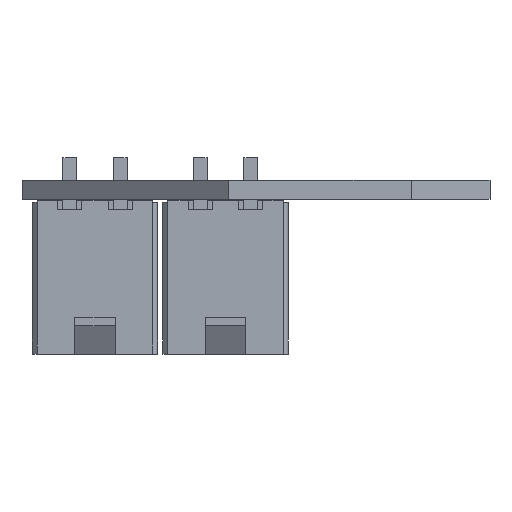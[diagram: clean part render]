
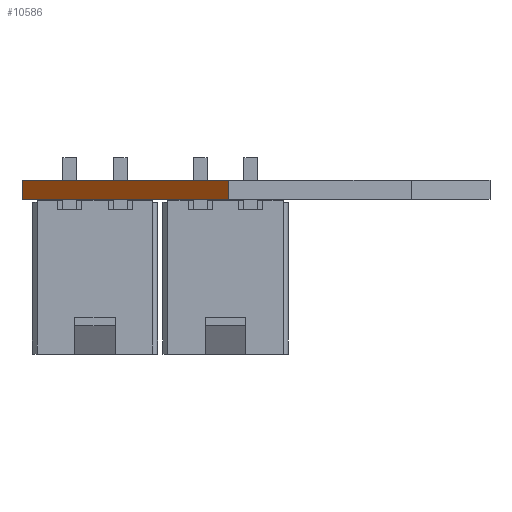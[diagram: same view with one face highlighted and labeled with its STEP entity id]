
A CAD part, left-side view. The second image highlights one B-rep face of the part: STEP entity #10586.
In plain terms, the highlighted planar face has unit normal (-0.732, 0.682, 0).
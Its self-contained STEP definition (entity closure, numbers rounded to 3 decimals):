
#9176 = PLANE('',#9177);
#9177 = AXIS2_PLACEMENT_3D('',#9178,#9179,#9180);
#9178 = CARTESIAN_POINT('',(67.716,-77.521,0.));
#9179 = DIRECTION('',(1.,-0.001,0.));
#9180 = DIRECTION('',(-0.001,-1.,0.));
#9204 = PLANE('',#9205);
#9205 = AXIS2_PLACEMENT_3D('',#9206,#9207,#9208);
#9206 = CARTESIAN_POINT('',(120.586,-80.403,1.6));
#9207 = DIRECTION('',(0.,0.,1.));
#9208 = DIRECTION('',(1.,0.,-0.));
#9258 = PLANE('',#9259);
#9259 = AXIS2_PLACEMENT_3D('',#9260,#9261,#9262);
#9260 = CARTESIAN_POINT('',(120.586,-80.403,0.));
#9261 = DIRECTION('',(0.,0.,1.));
#9262 = DIRECTION('',(1.,0.,-0.));
#9273 = EDGE_CURVE('',#9274,#9276,#9278,.T.);
#9274 = VERTEX_POINT('',#9275);
#9275 = CARTESIAN_POINT('',(67.716,-77.521,0.));
#9276 = VERTEX_POINT('',#9277);
#9277 = CARTESIAN_POINT('',(67.716,-77.521,1.6));
#9278 = SURFACE_CURVE('',#9279,(#9283,#9290),.PCURVE_S1.);
#9279 = LINE('',#9280,#9281);
#9280 = CARTESIAN_POINT('',(67.716,-77.521,0.));
#9281 = VECTOR('',#9282,1.);
#9282 = DIRECTION('',(0.,0.,1.));
#9283 = PCURVE('',#9176,#9284);
#9284 = DEFINITIONAL_REPRESENTATION('',(#9285),#9289);
#9285 = LINE('',#9286,#9287);
#9286 = CARTESIAN_POINT('',(0.,0.));
#9287 = VECTOR('',#9288,1.);
#9288 = DIRECTION('',(0.,-1.));
#9289 = ( GEOMETRIC_REPRESENTATION_CONTEXT(2) 
PARAMETRIC_REPRESENTATION_CONTEXT() REPRESENTATION_CONTEXT('2D SPACE',''
  ) );
#9290 = PCURVE('',#9291,#9296);
#9291 = PLANE('',#9292);
#9292 = AXIS2_PLACEMENT_3D('',#9293,#9294,#9295);
#9293 = CARTESIAN_POINT('',(83.718,-60.35,0.));
#9294 = DIRECTION('',(0.732,-0.682,0.));
#9295 = DIRECTION('',(-0.682,-0.732,0.));
#9296 = DEFINITIONAL_REPRESENTATION('',(#9297),#9301);
#9297 = LINE('',#9298,#9299);
#9298 = CARTESIAN_POINT('',(23.471,0.));
#9299 = VECTOR('',#9300,1.);
#9300 = DIRECTION('',(0.,-1.));
#9301 = ( GEOMETRIC_REPRESENTATION_CONTEXT(2) 
PARAMETRIC_REPRESENTATION_CONTEXT() REPRESENTATION_CONTEXT('2D SPACE',''
  ) );
#9507 = VERTEX_POINT('',#9508);
#9508 = CARTESIAN_POINT('',(83.718,-60.35,0.));
#9522 = PLANE('',#9523);
#9523 = AXIS2_PLACEMENT_3D('',#9524,#9525,#9526);
#9524 = CARTESIAN_POINT('',(163.271,-60.35,0.));
#9525 = DIRECTION('',(0.,-1.,0.));
#9526 = DIRECTION('',(-1.,0.,0.));
#9534 = EDGE_CURVE('',#9507,#9274,#9535,.T.);
#9535 = SURFACE_CURVE('',#9536,(#9540,#9547),.PCURVE_S1.);
#9536 = LINE('',#9537,#9538);
#9537 = CARTESIAN_POINT('',(83.718,-60.35,0.));
#9538 = VECTOR('',#9539,1.);
#9539 = DIRECTION('',(-0.682,-0.732,0.));
#9540 = PCURVE('',#9258,#9541);
#9541 = DEFINITIONAL_REPRESENTATION('',(#9542),#9546);
#9542 = LINE('',#9543,#9544);
#9543 = CARTESIAN_POINT('',(-36.868,20.052));
#9544 = VECTOR('',#9545,1.);
#9545 = DIRECTION('',(-0.682,-0.732));
#9546 = ( GEOMETRIC_REPRESENTATION_CONTEXT(2) 
PARAMETRIC_REPRESENTATION_CONTEXT() REPRESENTATION_CONTEXT('2D SPACE',''
  ) );
#9547 = PCURVE('',#9291,#9548);
#9548 = DEFINITIONAL_REPRESENTATION('',(#9549),#9553);
#9549 = LINE('',#9550,#9551);
#9550 = CARTESIAN_POINT('',(0.,0.));
#9551 = VECTOR('',#9552,1.);
#9552 = DIRECTION('',(1.,0.));
#9553 = ( GEOMETRIC_REPRESENTATION_CONTEXT(2) 
PARAMETRIC_REPRESENTATION_CONTEXT() REPRESENTATION_CONTEXT('2D SPACE',''
  ) );
#10127 = VERTEX_POINT('',#10128);
#10128 = CARTESIAN_POINT('',(83.718,-60.35,1.6));
#10149 = EDGE_CURVE('',#10127,#9276,#10150,.T.);
#10150 = SURFACE_CURVE('',#10151,(#10155,#10162),.PCURVE_S1.);
#10151 = LINE('',#10152,#10153);
#10152 = CARTESIAN_POINT('',(83.718,-60.35,1.6));
#10153 = VECTOR('',#10154,1.);
#10154 = DIRECTION('',(-0.682,-0.732,0.));
#10155 = PCURVE('',#9204,#10156);
#10156 = DEFINITIONAL_REPRESENTATION('',(#10157),#10161);
#10157 = LINE('',#10158,#10159);
#10158 = CARTESIAN_POINT('',(-36.868,20.052));
#10159 = VECTOR('',#10160,1.);
#10160 = DIRECTION('',(-0.682,-0.732));
#10161 = ( GEOMETRIC_REPRESENTATION_CONTEXT(2) 
PARAMETRIC_REPRESENTATION_CONTEXT() REPRESENTATION_CONTEXT('2D SPACE',''
  ) );
#10162 = PCURVE('',#9291,#10163);
#10163 = DEFINITIONAL_REPRESENTATION('',(#10164),#10168);
#10164 = LINE('',#10165,#10166);
#10165 = CARTESIAN_POINT('',(0.,-1.6));
#10166 = VECTOR('',#10167,1.);
#10167 = DIRECTION('',(1.,0.));
#10168 = ( GEOMETRIC_REPRESENTATION_CONTEXT(2) 
PARAMETRIC_REPRESENTATION_CONTEXT() REPRESENTATION_CONTEXT('2D SPACE',''
  ) );
#10586 = ADVANCED_FACE('',(#10587),#9291,.F.);
#10587 = FACE_BOUND('',#10588,.F.);
#10588 = EDGE_LOOP('',(#10589,#10610,#10611,#10612));
#10589 = ORIENTED_EDGE('',*,*,#10590,.T.);
#10590 = EDGE_CURVE('',#9507,#10127,#10591,.T.);
#10591 = SURFACE_CURVE('',#10592,(#10596,#10603),.PCURVE_S1.);
#10592 = LINE('',#10593,#10594);
#10593 = CARTESIAN_POINT('',(83.718,-60.35,0.));
#10594 = VECTOR('',#10595,1.);
#10595 = DIRECTION('',(0.,0.,1.));
#10596 = PCURVE('',#9291,#10597);
#10597 = DEFINITIONAL_REPRESENTATION('',(#10598),#10602);
#10598 = LINE('',#10599,#10600);
#10599 = CARTESIAN_POINT('',(0.,0.));
#10600 = VECTOR('',#10601,1.);
#10601 = DIRECTION('',(0.,-1.));
#10602 = ( GEOMETRIC_REPRESENTATION_CONTEXT(2) 
PARAMETRIC_REPRESENTATION_CONTEXT() REPRESENTATION_CONTEXT('2D SPACE',''
  ) );
#10603 = PCURVE('',#9522,#10604);
#10604 = DEFINITIONAL_REPRESENTATION('',(#10605),#10609);
#10605 = LINE('',#10606,#10607);
#10606 = CARTESIAN_POINT('',(79.553,0.));
#10607 = VECTOR('',#10608,1.);
#10608 = DIRECTION('',(0.,-1.));
#10609 = ( GEOMETRIC_REPRESENTATION_CONTEXT(2) 
PARAMETRIC_REPRESENTATION_CONTEXT() REPRESENTATION_CONTEXT('2D SPACE',''
  ) );
#10610 = ORIENTED_EDGE('',*,*,#10149,.T.);
#10611 = ORIENTED_EDGE('',*,*,#9273,.F.);
#10612 = ORIENTED_EDGE('',*,*,#9534,.F.);
